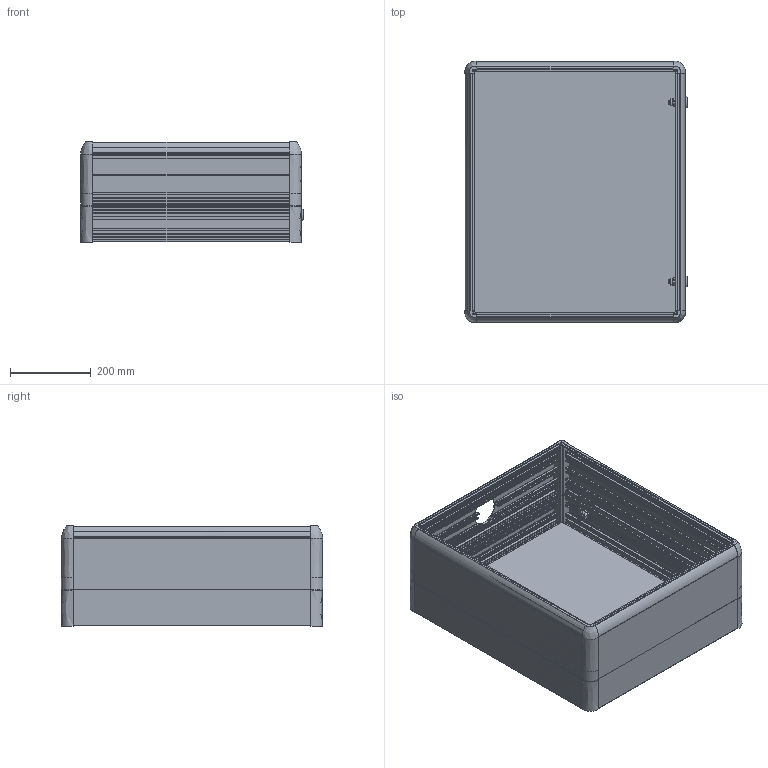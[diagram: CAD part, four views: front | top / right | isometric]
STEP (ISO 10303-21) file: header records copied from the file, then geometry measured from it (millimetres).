
FILE_DESCRIPTION (( 'STEP AP214' ), '1' );
FILE_NAME ('ECO.1590.0015(500x600).STEP', '2024-08-16T12:51:12', ( '' ), ( '' ), 'SwSTEP 2.0', 'SolidWorks 2023', '' );
FILE_SCHEMA (( 'AUTOMOTIVE_DESIGN' ));
Length unit declared in the file: inch
Products named in the file (1): ECO.1590.0015(500x600)
Bounding box: 551.99 x 647.49 x 248.6 mm (x, y, z)
Volume: 5680374.7 mm3; surface area: 3295454.5 mm2
Topology: 24 solids, 30 shells, 2568 faces, 7279 edges, 4762 vertices
Faces by surface type: plane 1288, cylinder 1014, cone 148, bspline 118
Full cylindrical faces by diameter (mm): 5.005 x1, 5.011 x1, 5.012 x1, 5.028 x1, 6 x2, 7 x4, 13.5 x2, 16 x2, 71 x1
Entity records: 95505 total; most frequent: CARTESIAN_POINT 31231, ORIENTED_EDGE 14442, DIRECTION 11957, EDGE_CURVE 7221, VERTEX_POINT 4749, LINE 4015, VECTOR 4015, AXIS2_PLACEMENT_3D 3971
